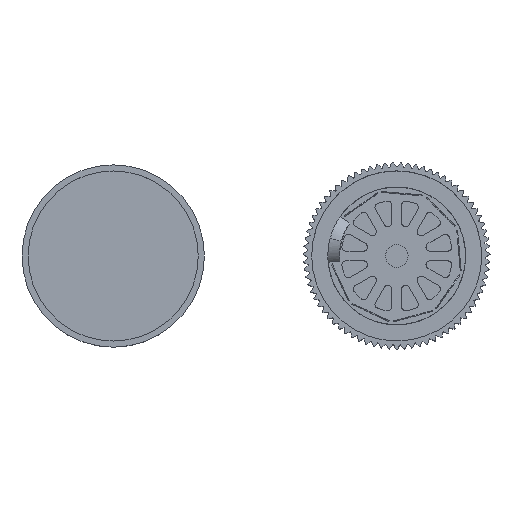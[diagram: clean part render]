
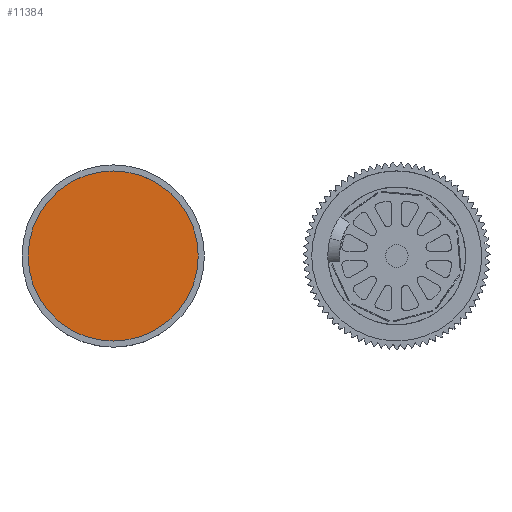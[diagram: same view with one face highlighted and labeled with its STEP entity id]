
A CAD part, top view. The second image highlights one B-rep face of the part: STEP entity #11384.
In plain terms, the highlighted planar face has unit normal (0, 0, 1).
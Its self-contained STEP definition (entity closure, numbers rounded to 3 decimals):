
#438=PLANE('',#12523);
#1026=FACE_OUTER_BOUND('',#1640,.T.);
#1640=EDGE_LOOP('',(#10510));
#4322=CIRCLE('',#12522,52.5);
#5448=VERTEX_POINT('',#20770);
#7136=EDGE_CURVE('',#5448,#5448,#4322,.T.);
#10510=ORIENTED_EDGE('',*,*,#7136,.F.);
#11384=ADVANCED_FACE('',(#1026),#438,.F.);
#12522=AXIS2_PLACEMENT_3D('',#20772,#15809,#15810);
#12523=AXIS2_PLACEMENT_3D('',#20773,#15811,#15812);
#15809=DIRECTION('center_axis',(0.,0.,-1.));
#15810=DIRECTION('ref_axis',(1.,0.,0.));
#15811=DIRECTION('center_axis',(0.,0.,-1.));
#15812=DIRECTION('ref_axis',(1.,0.,0.));
#20770=CARTESIAN_POINT('',(-227.5,0.,5.));
#20772=CARTESIAN_POINT('Origin',(-175.,0.,5.));
#20773=CARTESIAN_POINT('Origin',(-175.,0.,5.));
